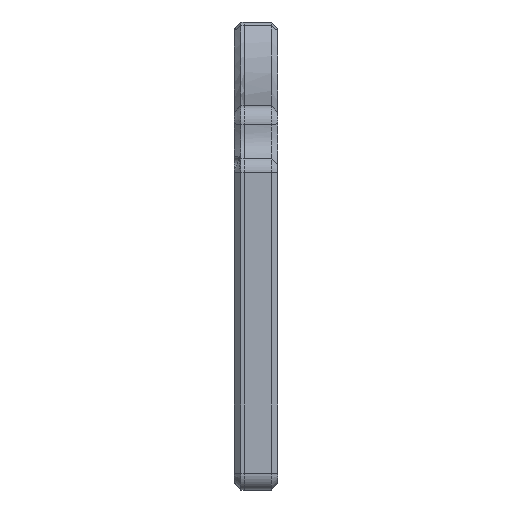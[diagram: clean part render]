
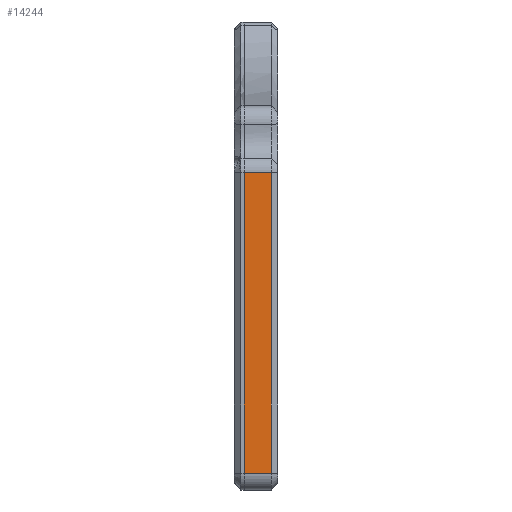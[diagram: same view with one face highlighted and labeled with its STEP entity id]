
A CAD part, left-side view. The second image highlights one B-rep face of the part: STEP entity #14244.
In plain terms, the highlighted planar face has unit normal (-1, 0, 0).
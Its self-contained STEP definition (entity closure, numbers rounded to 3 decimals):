
#875 = EDGE_CURVE ( 'NONE', #4212, #29973, #32443, .T. ) ;
#977 = CARTESIAN_POINT ( 'NONE',  ( -4.883, 0., -37.741 ) ) ;
#1637 = DIRECTION ( 'NONE',  ( 0., 0., -1. ) ) ;
#1983 = PLANE ( 'NONE',  #29838 ) ;
#2994 = CARTESIAN_POINT ( 'NONE',  ( -4.883, -10., -37.741 ) ) ;
#3631 = ORIENTED_EDGE ( 'NONE', *, *, #875, .T. ) ;
#4212 = VERTEX_POINT ( 'NONE', #34500 ) ;
#4752 = EDGE_CURVE ( 'NONE', #6195, #27889, #24247, .T. ) ;
#4905 = CARTESIAN_POINT ( 'NONE',  ( -4.883, -10., -126.56 ) ) ;
#6195 = VERTEX_POINT ( 'NONE', #22308 ) ;
#7939 = VECTOR ( 'NONE', #42522, 1000. ) ;
#9182 = ORIENTED_EDGE ( 'NONE', *, *, #22725, .T. ) ;
#9388 = EDGE_CURVE ( 'NONE', #4212, #27889, #41516, .T. ) ;
#9520 = LINE ( 'NONE', #22930, #23550 ) ;
#14244 = ADVANCED_FACE ( 'NONE', ( #41895 ), #1983, .F. ) ;
#14546 = VECTOR ( 'NONE', #21147, 1000. ) ;
#20278 = ORIENTED_EDGE ( 'NONE', *, *, #4752, .T. ) ;
#21013 = ORIENTED_EDGE ( 'NONE', *, *, #9388, .F. ) ;
#21147 = DIRECTION ( 'NONE',  ( 0., 1., 0. ) ) ;
#22308 = CARTESIAN_POINT ( 'NONE',  ( -4.883, 0., -37.741 ) ) ;
#22725 = EDGE_CURVE ( 'NONE', #29973, #6195, #9520, .T. ) ;
#22930 = CARTESIAN_POINT ( 'NONE',  ( -4.883, -10., -37.741 ) ) ;
#23550 = VECTOR ( 'NONE', #42227, 1000. ) ;
#24247 = LINE ( 'NONE', #977, #41140 ) ;
#25670 = DIRECTION ( 'NONE',  ( 1., 0., 0. ) ) ;
#27889 = VERTEX_POINT ( 'NONE', #39819 ) ;
#28519 = DIRECTION ( 'NONE',  ( 0., 0., -1. ) ) ;
#29838 = AXIS2_PLACEMENT_3D ( 'NONE', #2994, #25670, #28519 ) ;
#29973 = VERTEX_POINT ( 'NONE', #37494 ) ;
#32443 = LINE ( 'NONE', #32880, #7939 ) ;
#32880 = CARTESIAN_POINT ( 'NONE',  ( -4.883, -8., -37.741 ) ) ;
#34500 = CARTESIAN_POINT ( 'NONE',  ( -4.883, -8., -126.56 ) ) ;
#34718 = EDGE_LOOP ( 'NONE', ( #21013, #3631, #9182, #20278 ) ) ;
#37494 = CARTESIAN_POINT ( 'NONE',  ( -4.883, -8., -37.741 ) ) ;
#39819 = CARTESIAN_POINT ( 'NONE',  ( -4.883, 0., -126.56 ) ) ;
#41140 = VECTOR ( 'NONE', #1637, 1000. ) ;
#41516 = LINE ( 'NONE', #4905, #14546 ) ;
#41895 = FACE_OUTER_BOUND ( 'NONE', #34718, .T. ) ;
#42227 = DIRECTION ( 'NONE',  ( 0., 1., 0. ) ) ;
#42522 = DIRECTION ( 'NONE',  ( 0., 0., 1. ) ) ;
